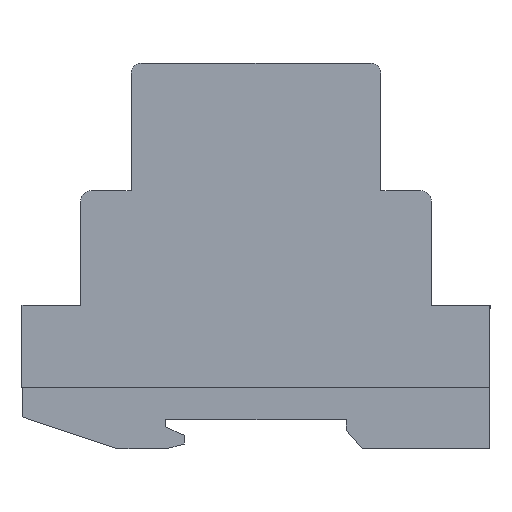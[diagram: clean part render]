
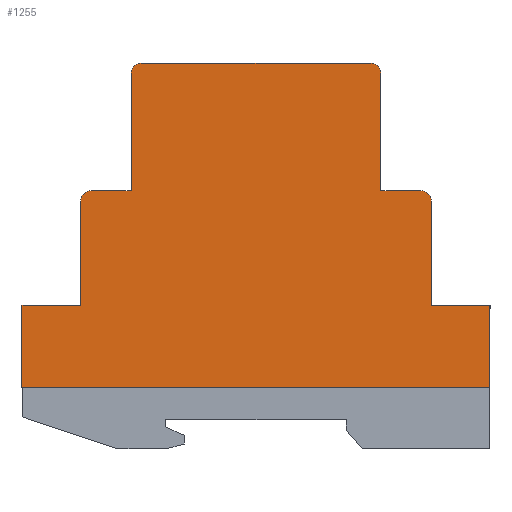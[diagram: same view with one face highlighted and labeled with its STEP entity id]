
A CAD part, left-side view. The second image highlights one B-rep face of the part: STEP entity #1255.
In plain terms, the highlighted planar face has unit normal (-1, 0, 0).
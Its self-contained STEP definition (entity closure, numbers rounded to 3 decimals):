
#632=CARTESIAN_POINT('',(0.,-43.97,21.5));
#633=VERTEX_POINT('',#632);
#640=CARTESIAN_POINT('',(0.,-43.97,6.));
#641=VERTEX_POINT('',#640);
#642=CARTESIAN_POINT('',(0.,-43.97,21.5));
#643=DIRECTION('',(0.0,0.0,-1.0));
#644=VECTOR('',#643,15.5);
#645=LINE('',#642,#644);
#646=EDGE_CURVE('',#633,#641,#645,.T.);
#689=CARTESIAN_POINT('',(0.0,43.97,21.5));
#690=VERTEX_POINT('',#689);
#697=CARTESIAN_POINT('',(0.0,32.97,21.5));
#698=VERTEX_POINT('',#697);
#699=CARTESIAN_POINT('',(0.0,43.97,21.5));
#700=DIRECTION('',(0.0,-1.0,0.0));
#701=VECTOR('',#700,11.);
#702=LINE('',#699,#701);
#703=EDGE_CURVE('',#690,#698,#702,.T.);
#732=CARTESIAN_POINT('',(0.0,43.97,6.));
#733=VERTEX_POINT('',#732);
#734=CARTESIAN_POINT('',(0.,-43.97,6.));
#735=DIRECTION('',(0.0,1.0,0.0));
#736=VECTOR('',#735,87.94);
#737=LINE('',#734,#736);
#738=EDGE_CURVE('',#641,#733,#737,.T.);
#807=CARTESIAN_POINT('',(0.0,43.97,21.5));
#808=DIRECTION('',(0.0,0.0,-1.0));
#809=VECTOR('',#808,15.5);
#810=LINE('',#807,#809);
#811=EDGE_CURVE('',#690,#733,#810,.T.);
#847=CARTESIAN_POINT('',(0.,-32.97,21.5));
#848=VERTEX_POINT('',#847);
#855=CARTESIAN_POINT('',(0.,-32.97,21.5));
#856=DIRECTION('',(0.0,-1.0,0.0));
#857=VECTOR('',#856,11.0);
#858=LINE('',#855,#857);
#859=EDGE_CURVE('',#848,#633,#858,.T.);
#873=CARTESIAN_POINT('',(0.,32.97,41.));
#874=VERTEX_POINT('',#873);
#875=CARTESIAN_POINT('',(0.,32.97,21.5));
#876=DIRECTION('',(0.0,0.0,1.0));
#877=VECTOR('',#876,19.5);
#878=LINE('',#875,#877);
#879=EDGE_CURVE('',#698,#874,#878,.T.);
#921=CARTESIAN_POINT('',(0.,-32.97,41.));
#922=VERTEX_POINT('',#921);
#938=CARTESIAN_POINT('',(0.,-30.97,43.));
#939=VERTEX_POINT('',#938);
#946=CARTESIAN_POINT('',(0.,-30.97,41.));
#947=DIRECTION('',(1.0,0.,0.));
#948=DIRECTION('',(0.,-0.707,0.707));
#949=AXIS2_PLACEMENT_3D('',#946,#947,#948);
#950=CIRCLE('',#949,2.);
#951=EDGE_CURVE('',#939,#922,#950,.T.);
#969=CARTESIAN_POINT('',(0.,-32.97,41.));
#970=DIRECTION('',(0.0,0.0,-1.0));
#971=VECTOR('',#970,19.5);
#972=LINE('',#969,#971);
#973=EDGE_CURVE('',#922,#848,#972,.T.);
#994=CARTESIAN_POINT('',(0.,-23.47,65.));
#995=VERTEX_POINT('',#994);
#1011=CARTESIAN_POINT('',(0.,-21.47,67.));
#1012=VERTEX_POINT('',#1011);
#1019=CARTESIAN_POINT('',(0.,-21.47,65.));
#1020=DIRECTION('',(1.0,0.,0.));
#1021=DIRECTION('',(0.,-0.707,0.707));
#1022=AXIS2_PLACEMENT_3D('',#1019,#1020,#1021);
#1023=CIRCLE('',#1022,2.0);
#1024=EDGE_CURVE('',#1012,#995,#1023,.T.);
#1043=CARTESIAN_POINT('',(0.,21.47,67.));
#1044=VERTEX_POINT('',#1043);
#1051=CARTESIAN_POINT('',(0.,21.47,67.));
#1052=DIRECTION('',(0.0,-1.0,0.0));
#1053=VECTOR('',#1052,42.94);
#1054=LINE('',#1051,#1053);
#1055=EDGE_CURVE('',#1044,#1012,#1054,.T.);
#1075=CARTESIAN_POINT('',(0.,23.47,65.));
#1076=VERTEX_POINT('',#1075);
#1083=CARTESIAN_POINT('',(0.,21.47,65.));
#1084=DIRECTION('',(1.0,0.,0.));
#1085=DIRECTION('',(0.,0.707,0.707));
#1086=AXIS2_PLACEMENT_3D('',#1083,#1084,#1085);
#1087=CIRCLE('',#1086,2.0);
#1088=EDGE_CURVE('',#1076,#1044,#1087,.T.);
#1100=CARTESIAN_POINT('',(0.,30.97,43.));
#1101=VERTEX_POINT('',#1100);
#1116=CARTESIAN_POINT('',(0.,30.97,41.));
#1117=DIRECTION('',(1.0,0.,0.));
#1118=DIRECTION('',(0.,0.707,0.707));
#1119=AXIS2_PLACEMENT_3D('',#1116,#1117,#1118);
#1120=CIRCLE('',#1119,2.);
#1121=EDGE_CURVE('',#874,#1101,#1120,.T.);
#1132=CARTESIAN_POINT('',(0.,23.47,43.));
#1133=VERTEX_POINT('',#1132);
#1134=CARTESIAN_POINT('',(0.,30.97,43.));
#1135=DIRECTION('',(0.0,-1.0,0.0));
#1136=VECTOR('',#1135,7.5);
#1137=LINE('',#1134,#1136);
#1138=EDGE_CURVE('',#1101,#1133,#1137,.T.);
#1163=CARTESIAN_POINT('',(0.,-23.47,43.));
#1164=VERTEX_POINT('',#1163);
#1165=CARTESIAN_POINT('',(0.,-23.47,65.));
#1166=DIRECTION('',(0.0,0.0,-1.0));
#1167=VECTOR('',#1166,22.);
#1168=LINE('',#1165,#1167);
#1169=EDGE_CURVE('',#995,#1164,#1168,.T.);
#1201=CARTESIAN_POINT('',(0.,-23.47,43.));
#1202=DIRECTION('',(0.0,-1.0,0.0));
#1203=VECTOR('',#1202,7.5);
#1204=LINE('',#1201,#1203);
#1205=EDGE_CURVE('',#1164,#939,#1204,.T.);
#1223=CARTESIAN_POINT('',(0.,23.47,43.));
#1224=DIRECTION('',(0.0,0.0,1.0));
#1225=VECTOR('',#1224,22.);
#1226=LINE('',#1223,#1225);
#1227=EDGE_CURVE('',#1133,#1076,#1226,.T.);
#1232=CARTESIAN_POINT('',(0.0,43.97,21.5));
#1233=DIRECTION('',(-1.0,0.0,0.0));
#1234=DIRECTION('',(0.0,0.0,1.0));
#1235=AXIS2_PLACEMENT_3D('',#1232,#1233,#1234);
#1236=PLANE('',#1235);
#1237=ORIENTED_EDGE('',*,*,#738,.F.);
#1238=ORIENTED_EDGE('',*,*,#646,.F.);
#1239=ORIENTED_EDGE('',*,*,#859,.F.);
#1240=ORIENTED_EDGE('',*,*,#973,.F.);
#1241=ORIENTED_EDGE('',*,*,#951,.F.);
#1242=ORIENTED_EDGE('',*,*,#1205,.F.);
#1243=ORIENTED_EDGE('',*,*,#1169,.F.);
#1244=ORIENTED_EDGE('',*,*,#1024,.F.);
#1245=ORIENTED_EDGE('',*,*,#1055,.F.);
#1246=ORIENTED_EDGE('',*,*,#1088,.F.);
#1247=ORIENTED_EDGE('',*,*,#1227,.F.);
#1248=ORIENTED_EDGE('',*,*,#1138,.F.);
#1249=ORIENTED_EDGE('',*,*,#1121,.F.);
#1250=ORIENTED_EDGE('',*,*,#879,.F.);
#1251=ORIENTED_EDGE('',*,*,#703,.F.);
#1252=ORIENTED_EDGE('',*,*,#811,.T.);
#1253=EDGE_LOOP('',(#1237,#1238,#1239,#1240,#1241,#1242,#1243,#1244,#1245,#1246,#1247,#1248,#1249,#1250,#1251,#1252));
#1254=FACE_OUTER_BOUND('',#1253,.T.);
#1255=ADVANCED_FACE('',(#1254),#1236,.T.);
